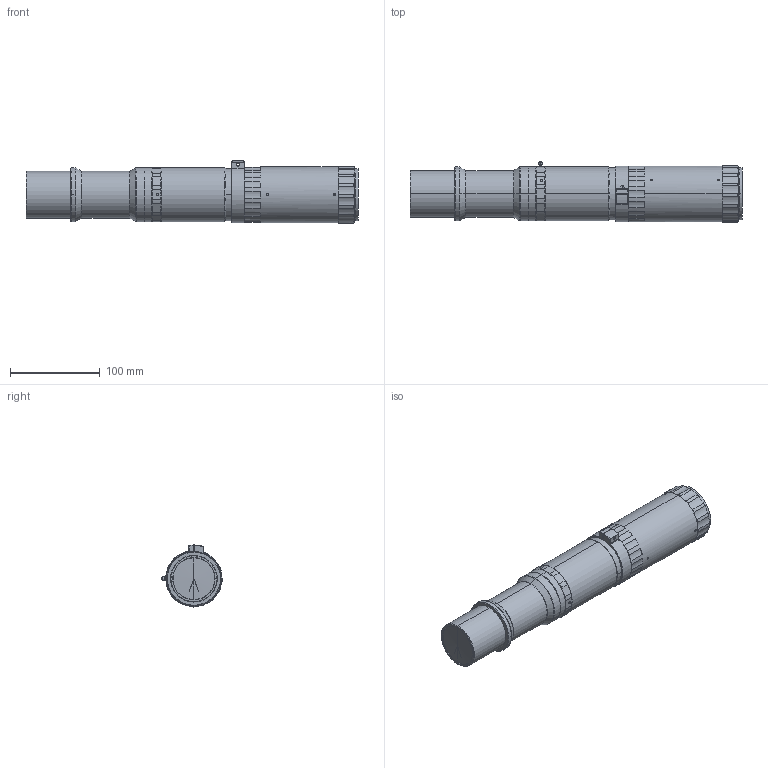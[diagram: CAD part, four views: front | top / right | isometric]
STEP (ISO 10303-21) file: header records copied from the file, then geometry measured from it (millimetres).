
FILE_DESCRIPTION (( 'STEP AP203' ), '1' );
FILE_NAME ('DTCA35F-11-G-M58-AL.STEP', '2022-09-27T13:56:58', ( '' ), ( '' ), 'SwSTEP 2.0', 'SolidWorks 2017', '' );
FILE_SCHEMA (( 'CONFIG_CONTROL_DESIGN' ));
Length unit declared in the file: millimetre
Products named in the file (1): DTCA35F-11-G-M58-AL
Bounding box: 369.4 x 67.24 x 69 mm (x, y, z)
Volume: 990875.9 mm3; surface area: 76024.8 mm2
Topology: 1 solids, 1 shells, 367 faces, 903 edges, 557 vertices
Faces by surface type: cone 129, cylinder 127, plane 100, bspline 10, sphere 1
Entity records: 11706 total; most frequent: CARTESIAN_POINT 3067, DIRECTION 1861, ORIENTED_EDGE 1802, EDGE_CURVE 901, AXIS2_PLACEMENT_3D 823, VERTEX_POINT 557, CIRCLE 465, EDGE_LOOP 392
